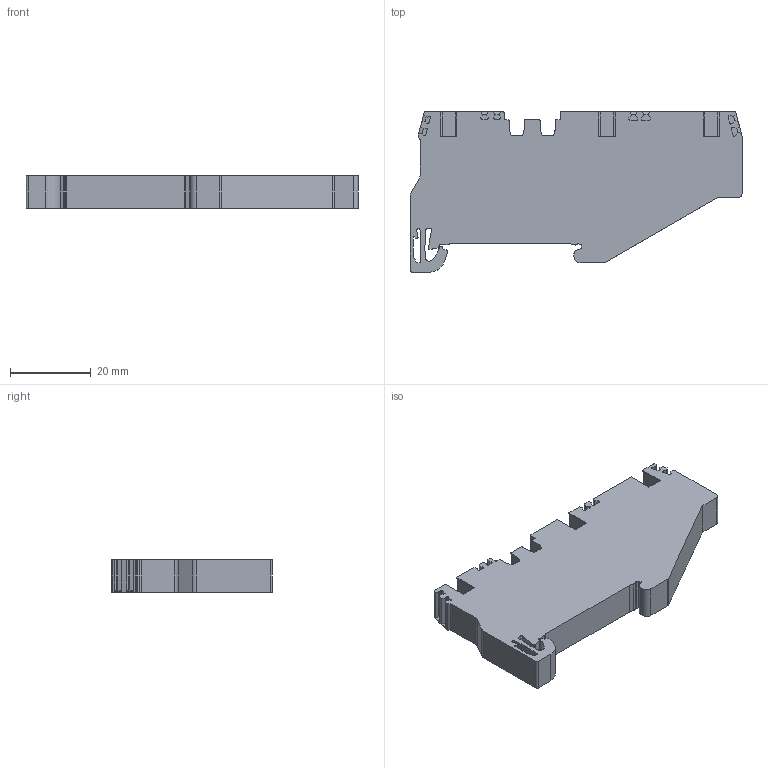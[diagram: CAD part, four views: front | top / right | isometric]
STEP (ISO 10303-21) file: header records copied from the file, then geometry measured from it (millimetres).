
FILE_DESCRIPTION(('FreeCAD Model'),'2;1');
FILE_NAME('3216_FRKI_6-10_3A.stp','2018-09-05T10:21:42',('Author'),(''), 'Open CASCADE STEP processor 7.2','FreeCAD','Unknown');
FILE_SCHEMA(('AUTOMOTIVE_DESIGN { 1 0 10303 214 1 1 1 1 }'));
Length unit declared in the file: millimetre
Products named in the file (1): 3216_FRKI_6-10_3A
Bounding box: 82.4 x 39.8 x 8.1 mm (x, y, z)
Volume: 19400.7 mm3; surface area: 7965.8 mm2
Topology: 1 solids, 1 shells, 277 faces, 800 edges, 528 vertices
Faces by surface type: plane 176, cylinder 101
Entity records: 20398 total; most frequent: CARTESIAN_POINT 4448, DIRECTION 2999, LINE 1972, VECTOR 1972, ORIENTED_EDGE 1600, PCURVE 1600, DEFINITIONAL_REPRESENTATION 1600, EDGE_CURVE 800
